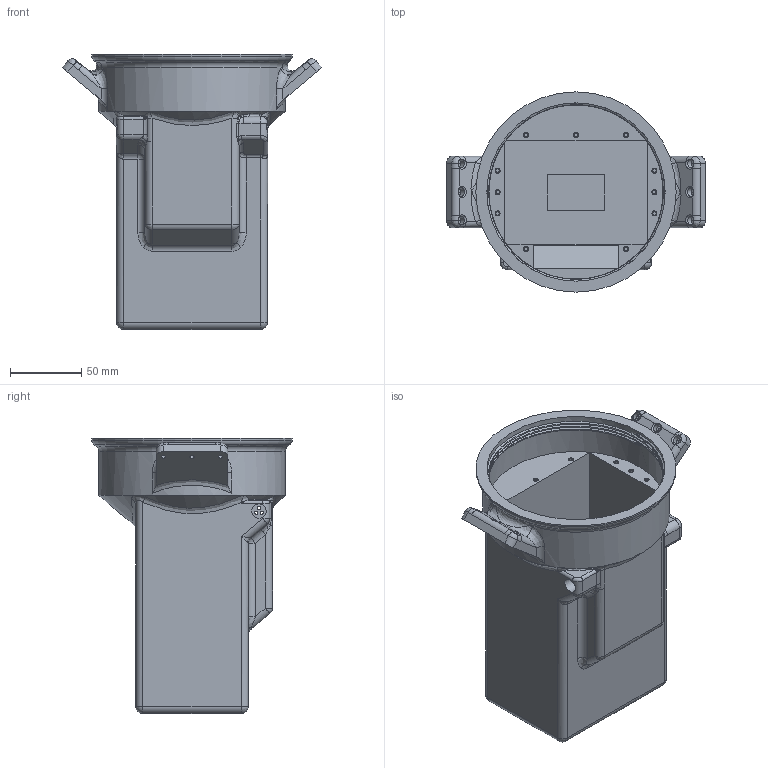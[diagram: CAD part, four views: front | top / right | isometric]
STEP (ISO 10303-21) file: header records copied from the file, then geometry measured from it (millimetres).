
FILE_DESCRIPTION(/* description */ (''),/* implementation_level */ '2;1');
FILE_NAME(/* name */ 'Cup V1.2.step',/* time_stamp */ '2024-07-06T15:50:31+02:00',/* author */ (''),/* organization */ (''),/* preprocessor_version */ 'ST-DEVELOPER v20',/* originating_system */ 'Autodesk Translation Framework v13.14.0.145',/* authorisation */ '');
FILE_SCHEMA (('AUTOMOTIVE_DESIGN { 1 0 10303 214 3 1 1 }'));
Length unit declared in the file: millimetre
Products named in the file (1): Cup V1.2
Bounding box: 181.97 x 140.5 x 193 mm (x, y, z)
Volume: 393107.6 mm3; surface area: 188270.9 mm2
Topology: 1 solids, 1 shells, 276 faces, 665 edges, 398 vertices
Faces by surface type: cylinder 98, bspline 70, plane 64, torus 28, sphere 9, cone 7
Full cylindrical faces by diameter (mm): 2.2 x6, 2.529 x11, 3 x6, 6 x6, 10 x2, 125 x3, 131 x1, 140.5 x1
Entity records: 11586 total; most frequent: CARTESIAN_POINT 5423, ORIENTED_EDGE 1318, DIRECTION 1219, EDGE_CURVE 659, AXIS2_PLACEMENT_3D 512, VERTEX_POINT 399, EDGE_LOOP 314, FACE_OUTER_BOUND 276
